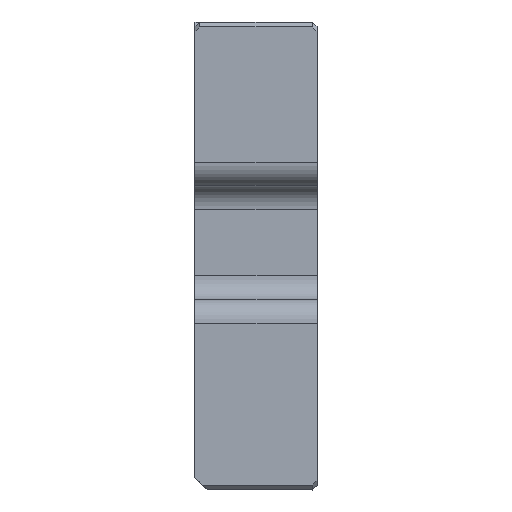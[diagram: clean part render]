
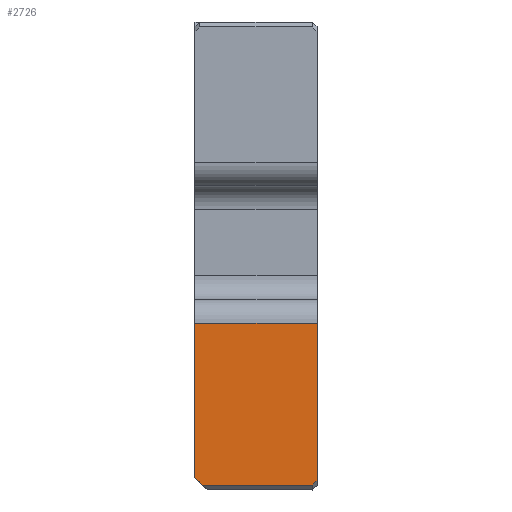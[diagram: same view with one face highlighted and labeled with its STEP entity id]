
A CAD part, left-side view. The second image highlights one B-rep face of the part: STEP entity #2726.
In plain terms, the highlighted planar face has unit normal (-1, 0, 0).
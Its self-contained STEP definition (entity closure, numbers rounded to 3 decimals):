
#109=PLANE('',#2956);
#228=FACE_OUTER_BOUND('',#398,.T.);
#398=EDGE_LOOP('',(#2125,#2126,#2127,#2128,#2129,#2130));
#578=LINE('',#4116,#851);
#637=LINE('',#4296,#910);
#638=LINE('',#4299,#911);
#639=LINE('',#4301,#912);
#640=LINE('',#4303,#913);
#641=LINE('',#4304,#914);
#851=VECTOR('',#3259,10.);
#910=VECTOR('',#3446,2.);
#911=VECTOR('',#3449,1000.);
#912=VECTOR('',#3450,1000.);
#913=VECTOR('',#3451,10.);
#914=VECTOR('',#3452,10.);
#1262=VERTEX_POINT('',#4113);
#1263=VERTEX_POINT('',#4115);
#1311=VERTEX_POINT('',#4292);
#1313=VERTEX_POINT('',#4298);
#1314=VERTEX_POINT('',#4300);
#1315=VERTEX_POINT('',#4302);
#1529=EDGE_CURVE('',#1262,#1263,#578,.T.);
#1613=EDGE_CURVE('',#1263,#1311,#637,.T.);
#1614=EDGE_CURVE('',#1313,#1262,#638,.T.);
#1615=EDGE_CURVE('',#1314,#1313,#639,.T.);
#1616=EDGE_CURVE('',#1314,#1315,#640,.T.);
#1617=EDGE_CURVE('',#1311,#1315,#641,.T.);
#2125=ORIENTED_EDGE('',*,*,#1613,.F.);
#2126=ORIENTED_EDGE('',*,*,#1529,.F.);
#2127=ORIENTED_EDGE('',*,*,#1614,.F.);
#2128=ORIENTED_EDGE('',*,*,#1615,.F.);
#2129=ORIENTED_EDGE('',*,*,#1616,.T.);
#2130=ORIENTED_EDGE('',*,*,#1617,.F.);
#2726=ADVANCED_FACE('',(#228),#109,.T.);
#2956=AXIS2_PLACEMENT_3D('',#4297,#3447,#3448);
#3259=DIRECTION('',(0.,0.,1.));
#3446=DIRECTION('',(0.,-1.,0.));
#3447=DIRECTION('center_axis',(-1.,0.,0.));
#3448=DIRECTION('ref_axis',(0.,0.,-1.));
#3449=DIRECTION('',(0.,0.707,0.707));
#3450=DIRECTION('',(0.,1.,0.));
#3451=DIRECTION('',(0.,-0.707,0.707));
#3452=DIRECTION('',(0.,0.,-1.));
#4113=CARTESIAN_POINT('',(-10.455,232.05,-19.25));
#4115=CARTESIAN_POINT('',(-10.455,232.05,-6.62));
#4116=CARTESIAN_POINT('',(-10.455,232.05,8.438));
#4292=CARTESIAN_POINT('',(-10.455,222.05,-6.62));
#4296=CARTESIAN_POINT('',(-10.455,222.05,-6.62));
#4297=CARTESIAN_POINT('Origin',(-10.455,226.05,18.));
#4298=CARTESIAN_POINT('',(-10.455,231.45,-19.85));
#4299=CARTESIAN_POINT('',(-10.455,239.613,-11.687));
#4300=CARTESIAN_POINT('',(-10.455,222.45,-19.85));
#4301=CARTESIAN_POINT('',(-10.455,226.05,-19.85));
#4302=CARTESIAN_POINT('',(-10.455,222.05,-19.45));
#4303=CARTESIAN_POINT('',(-10.455,213.988,-11.387));
#4304=CARTESIAN_POINT('',(-10.455,222.05,8.438));
